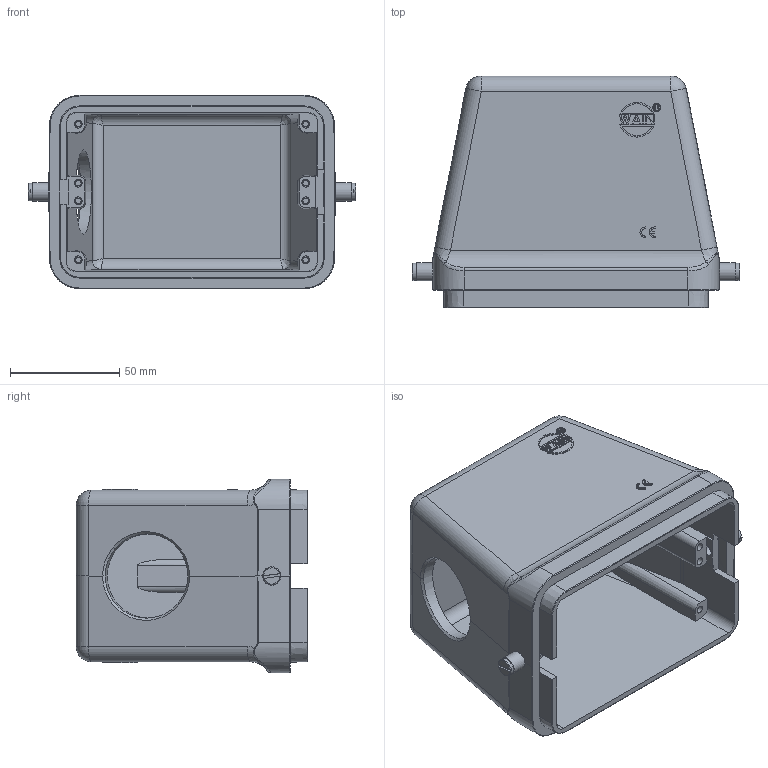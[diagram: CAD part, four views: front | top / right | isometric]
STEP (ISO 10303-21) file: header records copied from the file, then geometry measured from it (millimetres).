
FILE_DESCRIPTION(/* description */ (''),/* implementation_level */ '2;1');
FILE_NAME(/* name */ '3D_1240485151005_HV48B-SE-2B-M40_V1.1.stp',/* time_stamp */ '2024-01-04T11:05:39+08:00',/* author */ (''),/* organization */ (''),/* preprocessor_version */ 'ST-DEVELOPER v18.1',/* originating_system */ 'SIEMENS PLM Software NX 1980',/* authorisation */ '');
FILE_SCHEMA (('AP203_CONFIGURATION_CONTROLLED_3D_DESIGN_OF_MECHANICAL_PARTS_AND_ASSEMBLIES_MIM_LF { 1 0 10303 403 2 1 2}'));
Length unit declared in the file: millimetre
Products named in the file (1): 3D_1240485151004_HV48B-SE-2B-M32_V1.1_stp
Bounding box: 150.02 x 106 x 88.5 mm (x, y, z)
Volume: 249245.9 mm3; surface area: 92815.6 mm2
Topology: 1 solids, 3 shells, 433 faces, 1079 edges, 691 vertices
Faces by surface type: plane 273, cylinder 94, bspline 20, cone 18, torus 16, extrusion 8, sphere 4
Full cylindrical faces by diameter (mm): 2.5 x8, 3.14 x2, 3.5 x8, 3.85 x2, 4.8 x2, 4.9 x4, 6.2 x2, 6.3 x2, 8 x2, 8.4 x2, 38.5 x1
Entity records: 13336 total; most frequent: CARTESIAN_POINT 3331, ORIENTED_EDGE 2018, DIRECTION 1974, EDGE_CURVE 1009, VECTOR 710, LINE 702, VERTEX_POINT 671, AXIS2_PLACEMENT_3D 632
